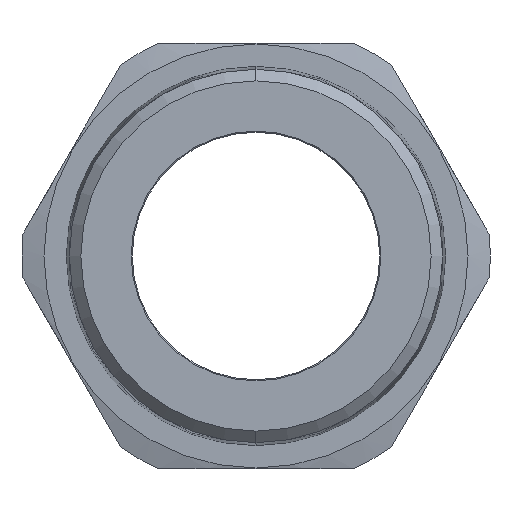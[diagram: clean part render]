
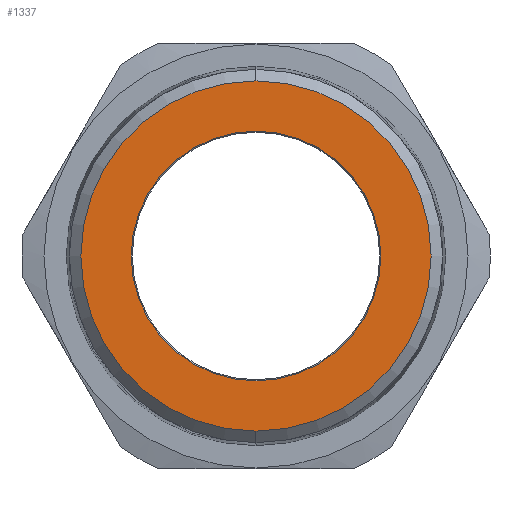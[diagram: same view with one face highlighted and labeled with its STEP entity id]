
A CAD part, left-side view. The second image highlights one B-rep face of the part: STEP entity #1337.
In plain terms, the highlighted planar face has unit normal (-1, 0, 0).
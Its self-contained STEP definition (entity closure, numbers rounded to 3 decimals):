
#54 = CIRCLE ( 'NONE', #244, 29.325 ) ;
#155 = CARTESIAN_POINT ( 'NONE',  ( -74.6, 0., 0. ) ) ;
#244 = AXIS2_PLACEMENT_3D ( 'NONE', #155, #2231, #414 ) ;
#299 = DIRECTION ( 'NONE',  ( 0., 0., 1. ) ) ;
#319 = CARTESIAN_POINT ( 'NONE',  ( -74.6, 0., 0. ) ) ;
#332 = PLANE ( 'NONE',  #2004 ) ;
#351 = DIRECTION ( 'NONE',  ( 0., 0., 1. ) ) ;
#373 = CIRCLE ( 'NONE', #2288, 41.141 ) ;
#414 = DIRECTION ( 'NONE',  ( 0., 0., 1. ) ) ;
#583 = DIRECTION ( 'NONE',  ( -1., 0., 0. ) ) ;
#708 = AXIS2_PLACEMENT_3D ( 'NONE', #2200, #583, #351 ) ;
#800 = CARTESIAN_POINT ( 'NONE',  ( -74.6, 0., -29.325 ) ) ;
#806 = ORIENTED_EDGE ( 'NONE', *, *, #1672, .T. ) ;
#873 = ORIENTED_EDGE ( 'NONE', *, *, #1394, .T. ) ;
#1014 = VERTEX_POINT ( 'NONE', #3170 ) ;
#1099 = EDGE_CURVE ( 'NONE', #3074, #1204, #373, .T. ) ;
#1204 = VERTEX_POINT ( 'NONE', #3092 ) ;
#1337 = ADVANCED_FACE ( 'NONE', ( #2125, #1701 ), #332, .T. ) ;
#1394 = EDGE_CURVE ( 'NONE', #1014, #2210, #54, .T. ) ;
#1558 = CIRCLE ( 'NONE', #708, 41.141 ) ;
#1672 = EDGE_CURVE ( 'NONE', #2210, #1014, #3085, .T. ) ;
#1701 = FACE_OUTER_BOUND ( 'NONE', #2008, .T. ) ;
#1734 = CARTESIAN_POINT ( 'NONE',  ( -74.6, 0., 0. ) ) ;
#1878 = DIRECTION ( 'NONE',  ( 1., 0., 0. ) ) ;
#2004 = AXIS2_PLACEMENT_3D ( 'NONE', #2199, #2720, #2190 ) ;
#2008 = EDGE_LOOP ( 'NONE', ( #3226, #2019 ) ) ;
#2019 = ORIENTED_EDGE ( 'NONE', *, *, #1099, .T. ) ;
#2125 = FACE_BOUND ( 'NONE', #2936, .T. ) ;
#2190 = DIRECTION ( 'NONE',  ( 0., 0., 1. ) ) ;
#2199 = CARTESIAN_POINT ( 'NONE',  ( -74.6, 0., 0. ) ) ;
#2200 = CARTESIAN_POINT ( 'NONE',  ( -74.6, 0., 0. ) ) ;
#2210 = VERTEX_POINT ( 'NONE', #800 ) ;
#2231 = DIRECTION ( 'NONE',  ( 1., 0., 0. ) ) ;
#2260 = DIRECTION ( 'NONE',  ( 0., 0., 1. ) ) ;
#2288 = AXIS2_PLACEMENT_3D ( 'NONE', #1734, #3082, #2260 ) ;
#2525 = CARTESIAN_POINT ( 'NONE',  ( -74.6, 0., 41.141 ) ) ;
#2675 = AXIS2_PLACEMENT_3D ( 'NONE', #319, #1878, #299 ) ;
#2707 = EDGE_CURVE ( 'NONE', #1204, #3074, #1558, .T. ) ;
#2720 = DIRECTION ( 'NONE',  ( -1., 0., 0. ) ) ;
#2936 = EDGE_LOOP ( 'NONE', ( #873, #806 ) ) ;
#3074 = VERTEX_POINT ( 'NONE', #2525 ) ;
#3082 = DIRECTION ( 'NONE',  ( -1., 0., 0. ) ) ;
#3085 = CIRCLE ( 'NONE', #2675, 29.325 ) ;
#3092 = CARTESIAN_POINT ( 'NONE',  ( -74.6, 0., -41.141 ) ) ;
#3170 = CARTESIAN_POINT ( 'NONE',  ( -74.6, 0., 29.325 ) ) ;
#3226 = ORIENTED_EDGE ( 'NONE', *, *, #2707, .T. ) ;
